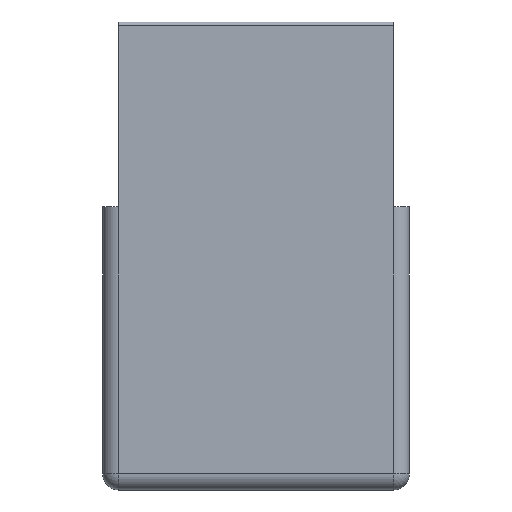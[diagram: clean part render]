
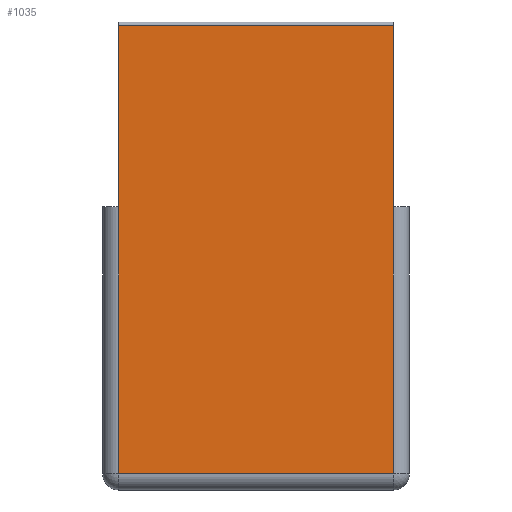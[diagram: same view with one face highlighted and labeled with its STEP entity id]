
A CAD part, left-side view. The second image highlights one B-rep face of the part: STEP entity #1035.
In plain terms, the highlighted planar face has unit normal (-1, 0, 0).
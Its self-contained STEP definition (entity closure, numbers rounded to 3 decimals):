
#94 = VERTEX_POINT('',#95);
#95 = CARTESIAN_POINT('',(-20.7,-18.5,36.));
#153 = VERTEX_POINT('',#154);
#154 = CARTESIAN_POINT('',(-20.7,18.5,36.));
#268 = EDGE_CURVE('',#269,#153,#271,.T.);
#269 = VERTEX_POINT('',#270);
#270 = CARTESIAN_POINT('',(-20.7,18.5,0.));
#271 = LINE('',#272,#273);
#272 = CARTESIAN_POINT('',(-20.7,18.5,0.));
#273 = VECTOR('',#274,1.);
#274 = DIRECTION('',(0.,0.,1.));
#415 = EDGE_CURVE('',#416,#94,#418,.T.);
#416 = VERTEX_POINT('',#417);
#417 = CARTESIAN_POINT('',(-20.7,-18.5,0.));
#418 = LINE('',#419,#420);
#419 = CARTESIAN_POINT('',(-20.7,-18.5,0.));
#420 = VECTOR('',#421,1.);
#421 = DIRECTION('',(0.,0.,1.));
#708 = EDGE_CURVE('',#416,#269,#709,.T.);
#709 = LINE('',#710,#711);
#710 = CARTESIAN_POINT('',(-20.7,-18.5,0.));
#711 = VECTOR('',#712,1.);
#712 = DIRECTION('',(0.,1.,0.));
#822 = VERTEX_POINT('',#823);
#823 = CARTESIAN_POINT('',(-20.7,-18.5,60.42));
#830 = EDGE_CURVE('',#94,#822,#831,.T.);
#831 = LINE('',#832,#833);
#832 = CARTESIAN_POINT('',(-20.7,-18.5,58.72));
#833 = VECTOR('',#834,1.);
#834 = DIRECTION('',(0.,0.,1.));
#909 = EDGE_CURVE('',#910,#822,#912,.T.);
#910 = VERTEX_POINT('',#911);
#911 = CARTESIAN_POINT('',(-20.7,18.5,60.42));
#912 = LINE('',#913,#914);
#913 = CARTESIAN_POINT('',(-20.7,18.5,60.42));
#914 = VECTOR('',#915,1.);
#915 = DIRECTION('',(0.,-1.,0.));
#999 = EDGE_CURVE('',#153,#910,#1000,.T.);
#1000 = LINE('',#1001,#1002);
#1001 = CARTESIAN_POINT('',(-20.7,18.5,36.));
#1002 = VECTOR('',#1003,1.);
#1003 = DIRECTION('',(0.,0.,1.));
#1035 = ADVANCED_FACE('',(#1036),#1044,.T.);
#1036 = FACE_BOUND('',#1037,.T.);
#1037 = EDGE_LOOP('',(#1038,#1039,#1040,#1041,#1042,#1043));
#1038 = ORIENTED_EDGE('',*,*,#999,.F.);
#1039 = ORIENTED_EDGE('',*,*,#268,.F.);
#1040 = ORIENTED_EDGE('',*,*,#708,.F.);
#1041 = ORIENTED_EDGE('',*,*,#415,.T.);
#1042 = ORIENTED_EDGE('',*,*,#830,.T.);
#1043 = ORIENTED_EDGE('',*,*,#909,.F.);
#1044 = PLANE('',#1045);
#1045 = AXIS2_PLACEMENT_3D('',#1046,#1047,#1048);
#1046 = CARTESIAN_POINT('',(-20.7,0.,30.21));
#1047 = DIRECTION('',(-1.,-0.,-0.));
#1048 = DIRECTION('',(0.,0.,-1.));
